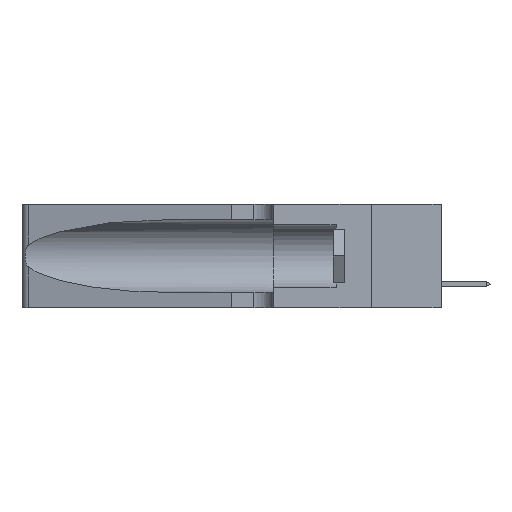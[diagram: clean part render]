
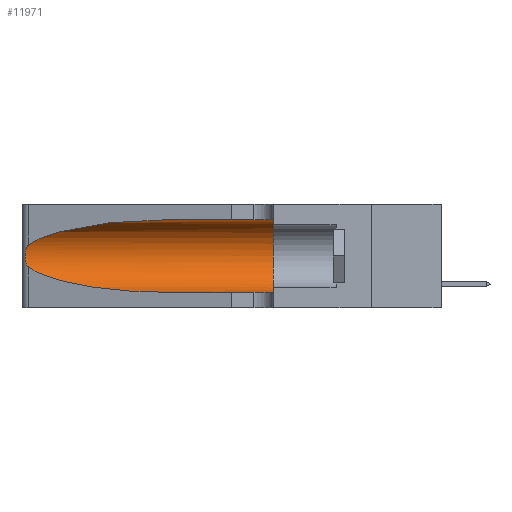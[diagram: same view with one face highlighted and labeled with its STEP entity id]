
A CAD part, left-side view. The second image highlights one B-rep face of the part: STEP entity #11971.
In plain terms, the highlighted cylindrical face has radius 3.308 mm (diameter 6.617 mm), a partial arc.
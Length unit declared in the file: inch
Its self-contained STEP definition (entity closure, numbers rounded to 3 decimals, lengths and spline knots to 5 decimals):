
#463 = DIRECTION ( 'NONE',  ( 0., 0., 1. ) ) ;
#575 = CARTESIAN_POINT ( 'NONE',  ( 0.26018, 1.23835, 0.19895 ) ) ;
#700 = CARTESIAN_POINT ( 'NONE',  ( 0.26075, 1.23896, 0.19203 ) ) ;
#759 = CARTESIAN_POINT ( 'NONE',  ( 0.25789, 1.23486, 0.15765 ) ) ;
#1079 = EDGE_CURVE ( 'NONE', #17354, #9898, #18140, .T. ) ;
#1117 = VERTEX_POINT ( 'NONE', #18152 ) ;
#1163 = AXIS2_PLACEMENT_3D ( 'NONE', #7732, #4818, #463 ) ;
#1166 = EDGE_LOOP ( 'NONE', ( #2215, #10239, #8391, #6053, #6647, #6111 ) ) ;
#1413 = VECTOR ( 'NONE', #9744, 39.37008 ) ;
#2215 = ORIENTED_EDGE ( 'NONE', *, *, #1079, .T. ) ;
#2221 = CARTESIAN_POINT ( 'NONE',  ( 0.26075, 1.23896, 0.178 ) ) ;
#2289 = CARTESIAN_POINT ( 'NONE',  ( 0.26017, 1.23833, 0.17102 ) ) ;
#3018 = CARTESIAN_POINT ( 'NONE',  ( 0.1305, 0.35, 0.31525 ) ) ;
#3602 = VERTEX_POINT ( 'NONE', #3018 ) ;
#4818 = DIRECTION ( 'NONE',  ( 0., 1., 0. ) ) ;
#4904 = CARTESIAN_POINT ( 'NONE',  ( 0.25854, 1.2359, 0.20912 ) ) ;
#4960 = CARTESIAN_POINT ( 'NONE',  ( 0.2373, 1.15595, 0.28018 ) ) ;
#4974 = CARTESIAN_POINT ( 'NONE',  ( 0.25639, 1.23186, 0.15144 ) ) ;
#5170 = CARTESIAN_POINT ( 'NONE',  ( 0.25787, 1.23484, 0.2124 ) ) ;
#5198 = CARTESIAN_POINT ( 'NONE',  ( 0.25487, 1.22718, 0.14631 ) ) ;
#5449 = CIRCLE ( 'NONE', #1163, 0.13025 ) ;
#5794 = CARTESIAN_POINT ( 'NONE',  ( 0.1305, 0.72297, 0.31525 ) ) ;
#6027 = AXIS2_PLACEMENT_3D ( 'NONE', #18808, #13063, #16054 ) ;
#6053 = ORIENTED_EDGE ( 'NONE', *, *, #7587, .T. ) ;
#6111 = ORIENTED_EDGE ( 'NONE', *, *, #10590, .F. ) ;
#6324 = CARTESIAN_POINT ( 'NONE',  ( 0.1305, 0.72297, 0.31525 ) ) ;
#6647 = ORIENTED_EDGE ( 'NONE', *, *, #6666, .F. ) ;
#6666 = EDGE_CURVE ( 'NONE', #3602, #1117, #5449, .T. ) ;
#6995 = CARTESIAN_POINT ( 'NONE',  ( 0.1305, 1.61858, 0.31525 ) ) ;
#7587 = EDGE_CURVE ( 'NONE', #17246, #1117, #12390, .T. ) ;
#7732 = CARTESIAN_POINT ( 'NONE',  ( 0.1305, 0.35, 0.185 ) ) ;
#7971 = DIRECTION ( 'NONE',  ( 0., -1., 0. ) ) ;
#8022 = CARTESIAN_POINT ( 'NONE',  ( 0.25487, 1.22718, 0.14631 ) ) ;
#8039 = FACE_OUTER_BOUND ( 'NONE', #1166, .T. ) ;
#8112 = CARTESIAN_POINT ( 'NONE',  ( 0.18966, 0.96281, 0.05475 ) ) ;
#8391 = ORIENTED_EDGE ( 'NONE', *, *, #14884, .T. ) ;
#9744 = DIRECTION ( 'NONE',  ( 0., -1., 0. ) ) ;
#9898 = VERTEX_POINT ( 'NONE', #12879 ) ;
#10239 = ORIENTED_EDGE ( 'NONE', *, *, #15342, .T. ) ;
#10590 = EDGE_CURVE ( 'NONE', #17354, #3602, #12766, .T. ) ;
#10946 = CARTESIAN_POINT ( 'NONE',  ( 0.25639, 1.23184, 0.21858 ) ) ;
#10965 = VERTEX_POINT ( 'NONE', #11026 ) ;
#11026 = CARTESIAN_POINT ( 'NONE',  ( 0.25487, 1.22718, 0.14631 ) ) ;
#11971 = ADVANCED_FACE ( 'NONE', ( #8039 ), #12931, .F. ) ;
#12308 = B_SPLINE_CURVE_WITH_KNOTS ( 'NONE', 3,
 ( #12322, #16464, #10946, #5170, #4904, #575, #700, #2221, #2289, #12586, #759, #4974, #12391, #8022 ),
 .UNSPECIFIED., .F., .F.,
 ( 4, 2, 2, 2, 2, 2, 4 ),
 ( 0., 0.00027, 0.00053, 0.00107, 0.0016, 0.00187, 0.00214 ),
 .UNSPECIFIED. ) ;
#12322 = CARTESIAN_POINT ( 'NONE',  ( 0.25487, 1.22718, 0.22369 ) ) ;
#12390 = LINE ( 'NONE', #17926, #18769 ) ;
#12391 = CARTESIAN_POINT ( 'NONE',  ( 0.25555, 1.22993, 0.14849 ) ) ;
#12586 = CARTESIAN_POINT ( 'NONE',  ( 0.25856, 1.23593, 0.16098 ) ) ;
#12766 = LINE ( 'NONE', #6995, #1413 ) ;
#12879 = CARTESIAN_POINT ( 'NONE',  ( 0.25487, 1.22718, 0.22369 ) ) ;
#12931 = CYLINDRICAL_SURFACE ( 'NONE', #6027, 0.13025 ) ;
#13063 = DIRECTION ( 'NONE',  ( 0., -1., 0. ) ) ;
#13948 = CARTESIAN_POINT ( 'NONE',  ( 0.25487, 1.22718, 0.22369 ) ) ;
#14241 = CARTESIAN_POINT ( 'NONE',  ( 0.1305, 0.72297, 0.05475 ) ) ;
#14884 = EDGE_CURVE ( 'NONE', #10965, #17246, #15694, .T. ) ;
#15342 = EDGE_CURVE ( 'NONE', #9898, #10965, #12308, .T. ) ;
#15589 = CARTESIAN_POINT ( 'NONE',  ( 0.2373, 1.15595, 0.08982 ) ) ;
#15694 =( BOUNDED_CURVE ( )  B_SPLINE_CURVE ( 3, ( #5198, #15589, #8112, #14241 ),
 .UNSPECIFIED., .F., .T. ) 
 B_SPLINE_CURVE_WITH_KNOTS ( ( 4, 4 ),
 ( 3.44316, 4.71239 ),
 .UNSPECIFIED. ) 
 CURVE ( )  GEOMETRIC_REPRESENTATION_ITEM ( )  RATIONAL_B_SPLINE_CURVE ( ( 1., 0.87, 0.87, 1. ) ) 
 REPRESENTATION_ITEM ( '' )  );
#16054 = DIRECTION ( 'NONE',  ( 0., 0., -1. ) ) ;
#16464 = CARTESIAN_POINT ( 'NONE',  ( 0.25555, 1.22994, 0.2215 ) ) ;
#17246 = VERTEX_POINT ( 'NONE', #18676 ) ;
#17354 = VERTEX_POINT ( 'NONE', #5794 ) ;
#17926 = CARTESIAN_POINT ( 'NONE',  ( 0.1305, 1.61858, 0.05475 ) ) ;
#18079 = CARTESIAN_POINT ( 'NONE',  ( 0.18966, 0.96281, 0.31525 ) ) ;
#18140 =( BOUNDED_CURVE ( )  B_SPLINE_CURVE ( 3, ( #6324, #18079, #4960, #13948 ),
 .UNSPECIFIED., .F., .T. ) 
 B_SPLINE_CURVE_WITH_KNOTS ( ( 4, 4 ),
 ( 1.5708, 2.84003 ),
 .UNSPECIFIED. ) 
 CURVE ( )  GEOMETRIC_REPRESENTATION_ITEM ( )  RATIONAL_B_SPLINE_CURVE ( ( 1., 0.87, 0.87, 1. ) ) 
 REPRESENTATION_ITEM ( '' )  );
#18152 = CARTESIAN_POINT ( 'NONE',  ( 0.1305, 0.35, 0.05475 ) ) ;
#18676 = CARTESIAN_POINT ( 'NONE',  ( 0.1305, 0.72297, 0.05475 ) ) ;
#18769 = VECTOR ( 'NONE', #7971, 39.37008 ) ;
#18808 = CARTESIAN_POINT ( 'NONE',  ( 0.1305, 1.61858, 0.185 ) ) ;
